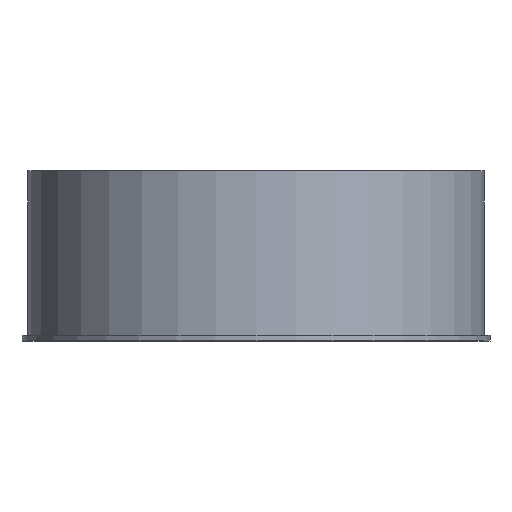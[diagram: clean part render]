
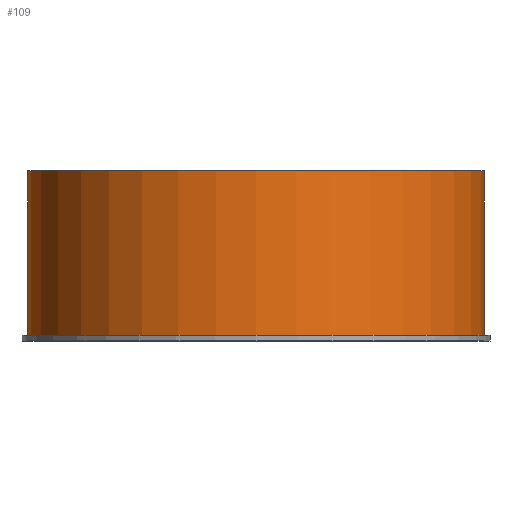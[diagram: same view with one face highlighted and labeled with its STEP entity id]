
A CAD part, top view. The second image highlights one B-rep face of the part: STEP entity #109.
In plain terms, the highlighted cylindrical face has radius 80.5 mm (diameter 161 mm), a full revolution.
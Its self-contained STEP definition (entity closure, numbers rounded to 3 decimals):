
#16=LINE('',#206,#20);
#20=VECTOR('',#171,80.5);
#24=CYLINDRICAL_SURFACE('',#143,80.5);
#33=FACE_OUTER_BOUND('',#42,.T.);
#42=EDGE_LOOP('',(#85,#86,#87,#88));
#54=CIRCLE('',#144,80.5);
#55=CIRCLE('',#145,80.5);
#62=VERTEX_POINT('',#203);
#63=VERTEX_POINT('',#205);
#71=EDGE_CURVE('',#62,#62,#54,.T.);
#72=EDGE_CURVE('',#62,#63,#16,.T.);
#73=EDGE_CURVE('',#63,#63,#55,.T.);
#85=ORIENTED_EDGE('',*,*,#71,.F.);
#86=ORIENTED_EDGE('',*,*,#72,.T.);
#87=ORIENTED_EDGE('',*,*,#73,.F.);
#88=ORIENTED_EDGE('',*,*,#72,.F.);
#109=ADVANCED_FACE('',(#33),#24,.T.);
#143=AXIS2_PLACEMENT_3D('',#202,#167,#168);
#144=AXIS2_PLACEMENT_3D('',#204,#169,#170);
#145=AXIS2_PLACEMENT_3D('',#207,#172,#173);
#167=DIRECTION('center_axis',(0.,1.,0.));
#168=DIRECTION('ref_axis',(-1.,0.,0.));
#169=DIRECTION('center_axis',(0.,1.,0.));
#170=DIRECTION('ref_axis',(-1.,0.,0.));
#171=DIRECTION('',(0.,-1.,0.));
#172=DIRECTION('center_axis',(0.,-1.,0.));
#173=DIRECTION('ref_axis',(1.,0.,0.));
#202=CARTESIAN_POINT('Origin',(0.,0.,0.));
#203=CARTESIAN_POINT('',(80.5,60.,0.));
#204=CARTESIAN_POINT('Origin',(0.,60.,0.));
#205=CARTESIAN_POINT('',(80.5,2.,0.));
#206=CARTESIAN_POINT('',(80.5,0.,0.));
#207=CARTESIAN_POINT('Origin',(0.,2.,0.));
